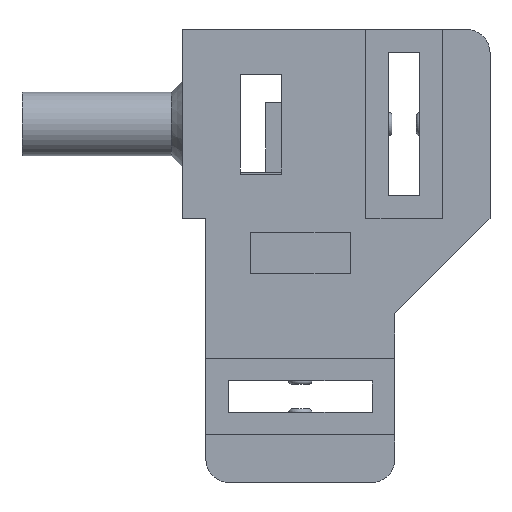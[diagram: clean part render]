
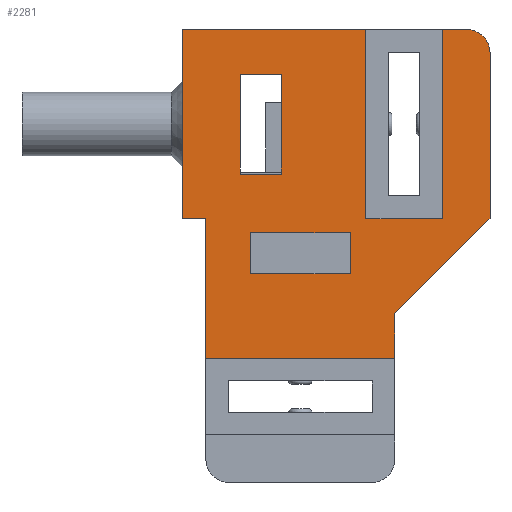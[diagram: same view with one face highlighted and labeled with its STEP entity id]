
A CAD part, front view. The second image highlights one B-rep face of the part: STEP entity #2281.
In plain terms, the highlighted planar face has unit normal (0, -1, 0).
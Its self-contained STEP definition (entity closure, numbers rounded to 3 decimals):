
#28=FACE_BOUND('',#325,.T.);
#29=FACE_BOUND('',#326,.T.);
#73=PLANE('',#2437);
#199=FACE_OUTER_BOUND('',#324,.T.);
#324=EDGE_LOOP('',(#1766,#1767,#1768,#1769,#1770,#1771,#1772,#1773,#1774,
#1775,#1776,#1777,#1778));
#325=EDGE_LOOP('',(#1779,#1780,#1781,#1782));
#326=EDGE_LOOP('',(#1783,#1784,#1785,#1786));
#421=LINE('',#3188,#697);
#456=LINE('',#3286,#732);
#504=LINE('',#3418,#780);
#512=LINE('',#3433,#788);
#513=LINE('',#3435,#789);
#514=LINE('',#3437,#790);
#515=LINE('',#3439,#791);
#516=LINE('',#3440,#792);
#517=LINE('',#3442,#793);
#518=LINE('',#3443,#794);
#519=LINE('',#3445,#795);
#520=LINE('',#3446,#796);
#521=LINE('',#3449,#797);
#522=LINE('',#3451,#798);
#523=LINE('',#3453,#799);
#524=LINE('',#3454,#800);
#525=LINE('',#3457,#801);
#526=LINE('',#3459,#802);
#527=LINE('',#3461,#803);
#528=LINE('',#3462,#804);
#697=VECTOR('',#2557,10.);
#732=VECTOR('',#2642,10.);
#780=VECTOR('',#2774,10.);
#788=VECTOR('',#2786,10.);
#789=VECTOR('',#2787,10.);
#790=VECTOR('',#2788,10.);
#791=VECTOR('',#2789,10.);
#792=VECTOR('',#2790,10.);
#793=VECTOR('',#2791,10.);
#794=VECTOR('',#2792,10.);
#795=VECTOR('',#2793,10.);
#796=VECTOR('',#2794,10.);
#797=VECTOR('',#2795,10.);
#798=VECTOR('',#2796,10.);
#799=VECTOR('',#2797,10.);
#800=VECTOR('',#2798,10.);
#801=VECTOR('',#2799,10.);
#802=VECTOR('',#2800,10.);
#803=VECTOR('',#2801,10.);
#804=VECTOR('',#2802,10.);
#982=CIRCLE('',#2389,2.);
#1029=VERTEX_POINT('',#3185);
#1030=VERTEX_POINT('',#3187);
#1058=VERTEX_POINT('',#3261);
#1059=VERTEX_POINT('',#3262);
#1068=VERTEX_POINT('',#3285);
#1109=VERTEX_POINT('',#3415);
#1110=VERTEX_POINT('',#3417);
#1115=VERTEX_POINT('',#3432);
#1116=VERTEX_POINT('',#3434);
#1117=VERTEX_POINT('',#3436);
#1118=VERTEX_POINT('',#3438);
#1119=VERTEX_POINT('',#3441);
#1120=VERTEX_POINT('',#3444);
#1121=VERTEX_POINT('',#3447);
#1122=VERTEX_POINT('',#3448);
#1123=VERTEX_POINT('',#3450);
#1124=VERTEX_POINT('',#3452);
#1125=VERTEX_POINT('',#3455);
#1126=VERTEX_POINT('',#3456);
#1127=VERTEX_POINT('',#3458);
#1128=VERTEX_POINT('',#3460);
#1250=EDGE_CURVE('',#1030,#1029,#421,.T.);
#1285=EDGE_CURVE('',#1058,#1059,#982,.T.);
#1297=EDGE_CURVE('',#1068,#1059,#456,.T.);
#1361=EDGE_CURVE('',#1110,#1109,#504,.T.);
#1369=EDGE_CURVE('',#1058,#1115,#512,.T.);
#1370=EDGE_CURVE('',#1115,#1116,#513,.T.);
#1371=EDGE_CURVE('',#1116,#1117,#514,.T.);
#1372=EDGE_CURVE('',#1117,#1118,#515,.T.);
#1373=EDGE_CURVE('',#1118,#1030,#516,.T.);
#1374=EDGE_CURVE('',#1029,#1119,#517,.T.);
#1375=EDGE_CURVE('',#1119,#1110,#518,.T.);
#1376=EDGE_CURVE('',#1109,#1120,#519,.T.);
#1377=EDGE_CURVE('',#1120,#1068,#520,.T.);
#1378=EDGE_CURVE('',#1121,#1122,#521,.T.);
#1379=EDGE_CURVE('',#1122,#1123,#522,.T.);
#1380=EDGE_CURVE('',#1123,#1124,#523,.T.);
#1381=EDGE_CURVE('',#1124,#1121,#524,.T.);
#1382=EDGE_CURVE('',#1125,#1126,#525,.T.);
#1383=EDGE_CURVE('',#1126,#1127,#526,.T.);
#1384=EDGE_CURVE('',#1127,#1128,#527,.T.);
#1385=EDGE_CURVE('',#1128,#1125,#528,.T.);
#1766=ORIENTED_EDGE('',*,*,#1285,.F.);
#1767=ORIENTED_EDGE('',*,*,#1369,.T.);
#1768=ORIENTED_EDGE('',*,*,#1370,.T.);
#1769=ORIENTED_EDGE('',*,*,#1371,.T.);
#1770=ORIENTED_EDGE('',*,*,#1372,.T.);
#1771=ORIENTED_EDGE('',*,*,#1373,.T.);
#1772=ORIENTED_EDGE('',*,*,#1250,.T.);
#1773=ORIENTED_EDGE('',*,*,#1374,.T.);
#1774=ORIENTED_EDGE('',*,*,#1375,.T.);
#1775=ORIENTED_EDGE('',*,*,#1361,.T.);
#1776=ORIENTED_EDGE('',*,*,#1376,.T.);
#1777=ORIENTED_EDGE('',*,*,#1377,.T.);
#1778=ORIENTED_EDGE('',*,*,#1297,.T.);
#1779=ORIENTED_EDGE('',*,*,#1378,.T.);
#1780=ORIENTED_EDGE('',*,*,#1379,.T.);
#1781=ORIENTED_EDGE('',*,*,#1380,.T.);
#1782=ORIENTED_EDGE('',*,*,#1381,.T.);
#1783=ORIENTED_EDGE('',*,*,#1382,.T.);
#1784=ORIENTED_EDGE('',*,*,#1383,.T.);
#1785=ORIENTED_EDGE('',*,*,#1384,.T.);
#1786=ORIENTED_EDGE('',*,*,#1385,.T.);
#2281=ADVANCED_FACE('',(#199,#28,#29),#73,.T.);
#2389=AXIS2_PLACEMENT_3D('',#3263,#2623,#2624);
#2437=AXIS2_PLACEMENT_3D('',#3431,#2784,#2785);
#2557=DIRECTION('',(0.,0.,-1.));
#2623=DIRECTION('center_axis',(0.,1.,0.));
#2624=DIRECTION('ref_axis',(0.707,0.,0.707));
#2642=DIRECTION('',(0.,0.,1.));
#2774=DIRECTION('',(1.,0.,0.));
#2784=DIRECTION('center_axis',(0.,-1.,0.));
#2785=DIRECTION('ref_axis',(0.,0.,-1.));
#2786=DIRECTION('',(-1.,0.,0.));
#2787=DIRECTION('',(0.,0.,-1.));
#2788=DIRECTION('',(-1.,0.,0.));
#2789=DIRECTION('',(0.,0.,1.));
#2790=DIRECTION('',(-1.,0.,0.));
#2791=DIRECTION('',(1.,0.,0.));
#2792=DIRECTION('',(0.,0.,-1.));
#2793=DIRECTION('',(0.,0.,1.));
#2794=DIRECTION('',(0.707,0.,0.707));
#2795=DIRECTION('',(-1.,0.,0.));
#2796=DIRECTION('',(0.,0.,1.));
#2797=DIRECTION('',(1.,0.,0.));
#2798=DIRECTION('',(0.,0.,-1.));
#2799=DIRECTION('',(-1.,0.,0.));
#2800=DIRECTION('',(0.,0.,1.));
#2801=DIRECTION('',(1.,0.,0.));
#2802=DIRECTION('',(0.,0.,-1.));
#3185=CARTESIAN_POINT('',(-10.877,-12.877,19.958));
#3187=CARTESIAN_POINT('',(-10.877,-12.877,36.258));
#3188=CARTESIAN_POINT('',(-10.877,-12.877,26.495));
#3261=CARTESIAN_POINT('',(13.623,-12.877,36.258));
#3262=CARTESIAN_POINT('',(15.623,-12.877,34.258));
#3263=CARTESIAN_POINT('Origin',(13.623,-12.877,34.258));
#3285=CARTESIAN_POINT('',(15.623,-12.877,19.958));
#3286=CARTESIAN_POINT('',(15.623,-12.877,18.345));
#3415=CARTESIAN_POINT('',(7.423,-12.877,7.908));
#3417=CARTESIAN_POINT('',(-8.877,-12.877,7.908));
#3418=CARTESIAN_POINT('',(4.898,-12.877,7.908));
#3431=CARTESIAN_POINT('Origin',(2.373,-12.877,16.733));
#3432=CARTESIAN_POINT('',(11.523,-12.877,36.258));
#3433=CARTESIAN_POINT('',(8.998,-12.877,36.258));
#3434=CARTESIAN_POINT('',(11.523,-12.877,19.958));
#3435=CARTESIAN_POINT('',(11.523,-12.877,18.345));
#3436=CARTESIAN_POINT('',(4.923,-12.877,19.958));
#3437=CARTESIAN_POINT('',(3.648,-12.877,19.958));
#3438=CARTESIAN_POINT('',(4.923,-12.877,36.258));
#3439=CARTESIAN_POINT('',(4.923,-12.877,26.495));
#3440=CARTESIAN_POINT('',(8.998,-12.877,36.258));
#3441=CARTESIAN_POINT('',(-8.877,-12.877,19.958));
#3442=CARTESIAN_POINT('',(-4.252,-12.877,19.958));
#3443=CARTESIAN_POINT('',(-8.877,-12.877,18.345));
#3444=CARTESIAN_POINT('',(7.423,-12.877,11.758));
#3445=CARTESIAN_POINT('',(7.423,-12.877,6.97));
#3446=CARTESIAN_POINT('',(7.404,-12.877,11.739));
#3447=CARTESIAN_POINT('',(-2.357,-12.877,23.798));
#3448=CARTESIAN_POINT('',(-5.897,-12.877,23.798));
#3449=CARTESIAN_POINT('',(0.008,-12.877,23.798));
#3450=CARTESIAN_POINT('',(-5.897,-12.877,32.418));
#3451=CARTESIAN_POINT('',(-5.897,-12.877,20.265));
#3452=CARTESIAN_POINT('',(-2.357,-12.877,32.418));
#3453=CARTESIAN_POINT('',(-1.762,-12.877,32.418));
#3454=CARTESIAN_POINT('',(-2.357,-12.877,24.575));
#3455=CARTESIAN_POINT('',(3.583,-12.877,15.188));
#3456=CARTESIAN_POINT('',(-5.037,-12.877,15.188));
#3457=CARTESIAN_POINT('',(2.978,-12.877,15.188));
#3458=CARTESIAN_POINT('',(-5.037,-12.877,18.728));
#3459=CARTESIAN_POINT('',(-5.037,-12.877,15.96));
#3460=CARTESIAN_POINT('',(3.583,-12.877,18.728));
#3461=CARTESIAN_POINT('',(-1.332,-12.877,18.728));
#3462=CARTESIAN_POINT('',(3.583,-12.877,17.73));
